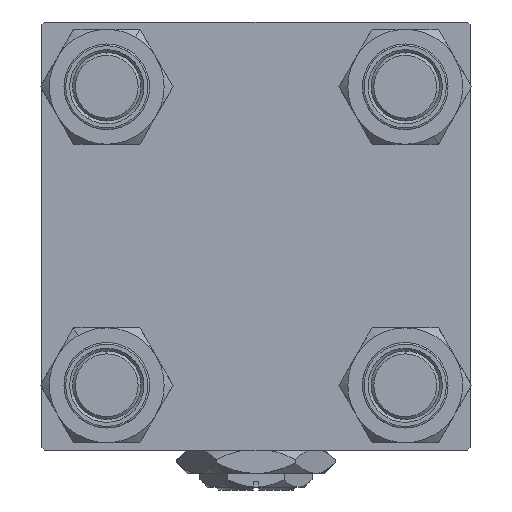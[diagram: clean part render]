
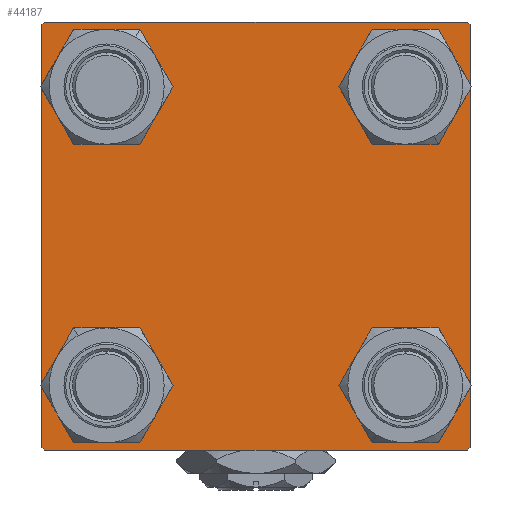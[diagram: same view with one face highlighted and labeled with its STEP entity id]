
A CAD part, left-side view. The second image highlights one B-rep face of the part: STEP entity #44187.
In plain terms, the highlighted planar face has unit normal (-1, 0, 0).
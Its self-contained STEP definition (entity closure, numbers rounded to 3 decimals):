
#865 = VERTEX_POINT ( 'NONE', #43367 ) ;
#1880 = VECTOR ( 'NONE', #11276, 1000. ) ;
#1959 = DIRECTION ( 'NONE',  ( 0., 0., -1. ) ) ;
#2398 = DIRECTION ( 'NONE',  ( 0., 0., 1. ) ) ;
#2581 = VERTEX_POINT ( 'NONE', #16459 ) ;
#3536 = CIRCLE ( 'NONE', #22147, 6.5 ) ;
#3695 = DIRECTION ( 'NONE',  ( 0., 0.707, 0.707 ) ) ;
#4866 = ORIENTED_EDGE ( 'NONE', *, *, #11027, .T. ) ;
#4972 = CARTESIAN_POINT ( 'NONE',  ( 0., -37.5, 37. ) ) ;
#5748 = CARTESIAN_POINT ( 'NONE',  ( 0., 37.5, 37. ) ) ;
#6022 = VERTEX_POINT ( 'NONE', #6967 ) ;
#6425 = CARTESIAN_POINT ( 'NONE',  ( 0., 26.15, -26.15 ) ) ;
#6645 = VECTOR ( 'NONE', #14062, 1000. ) ;
#6655 = EDGE_CURVE ( 'NONE', #29838, #16831, #18971, .T. ) ;
#6967 = CARTESIAN_POINT ( 'NONE',  ( 0., -37., 37.5 ) ) ;
#6979 = CARTESIAN_POINT ( 'NONE',  ( 0., 37.5, 37.5 ) ) ;
#7626 = CARTESIAN_POINT ( 'NONE',  ( 0., 26.15, -26.15 ) ) ;
#8168 = EDGE_LOOP ( 'NONE', ( #23698, #10149 ) ) ;
#8594 = VERTEX_POINT ( 'NONE', #25195 ) ;
#8851 = ORIENTED_EDGE ( 'NONE', *, *, #52104, .T. ) ;
#10149 = ORIENTED_EDGE ( 'NONE', *, *, #35937, .T. ) ;
#11027 = EDGE_CURVE ( 'NONE', #35745, #33982, #24412, .T. ) ;
#11276 = DIRECTION ( 'NONE',  ( 0., -1., 0. ) ) ;
#11874 = ORIENTED_EDGE ( 'NONE', *, *, #28373, .T. ) ;
#11915 = CARTESIAN_POINT ( 'NONE',  ( 0., -37.25, 37.25 ) ) ;
#11921 = CIRCLE ( 'NONE', #28883, 6.5 ) ;
#12181 = LINE ( 'NONE', #11915, #15120 ) ;
#12553 = EDGE_CURVE ( 'NONE', #24895, #6022, #12181, .T. ) ;
#13764 = DIRECTION ( 'NONE',  ( 0., 0., 1. ) ) ;
#14043 = CIRCLE ( 'NONE', #30985, 6.5 ) ;
#14062 = DIRECTION ( 'NONE',  ( 0., 0.707, -0.707 ) ) ;
#14159 = EDGE_CURVE ( 'NONE', #24895, #2581, #15636, .T. ) ;
#14496 = DIRECTION ( 'NONE',  ( -1., 0., 0. ) ) ;
#14607 = AXIS2_PLACEMENT_3D ( 'NONE', #34111, #14496, #50546 ) ;
#14634 = DIRECTION ( 'NONE',  ( 1., 0., 0. ) ) ;
#14791 = DIRECTION ( 'NONE',  ( 0., -0.707, 0.707 ) ) ;
#15044 = ORIENTED_EDGE ( 'NONE', *, *, #14159, .F. ) ;
#15049 = CARTESIAN_POINT ( 'NONE',  ( 0., -37.25, -37.25 ) ) ;
#15120 = VECTOR ( 'NONE', #3695, 1000. ) ;
#15162 = ORIENTED_EDGE ( 'NONE', *, *, #40869, .T. ) ;
#15225 = VERTEX_POINT ( 'NONE', #24958 ) ;
#15299 = AXIS2_PLACEMENT_3D ( 'NONE', #7626, #16096, #32264 ) ;
#15636 = LINE ( 'NONE', #43480, #31952 ) ;
#15983 = DIRECTION ( 'NONE',  ( 0., 0., 1. ) ) ;
#16096 = DIRECTION ( 'NONE',  ( 1., 0., 0. ) ) ;
#16417 = ORIENTED_EDGE ( 'NONE', *, *, #26981, .T. ) ;
#16455 = DIRECTION ( 'NONE',  ( 0., -1., 0. ) ) ;
#16459 = CARTESIAN_POINT ( 'NONE',  ( 0., -37.5, -37. ) ) ;
#16831 = VERTEX_POINT ( 'NONE', #34446 ) ;
#18297 = EDGE_LOOP ( 'NONE', ( #8851, #20508 ) ) ;
#18798 = CARTESIAN_POINT ( 'NONE',  ( 0., 26.15, 26.15 ) ) ;
#18834 = CARTESIAN_POINT ( 'NONE',  ( 0., -26.15, -32.65 ) ) ;
#18971 = LINE ( 'NONE', #35133, #38583 ) ;
#19186 = EDGE_CURVE ( 'NONE', #16831, #15225, #24418, .T. ) ;
#20421 = AXIS2_PLACEMENT_3D ( 'NONE', #42399, #21976, #38411 ) ;
#20508 = ORIENTED_EDGE ( 'NONE', *, *, #21093, .T. ) ;
#21093 = EDGE_CURVE ( 'NONE', #865, #45621, #33926, .T. ) ;
#21198 = AXIS2_PLACEMENT_3D ( 'NONE', #23723, #34866, #35116 ) ;
#21262 = CIRCLE ( 'NONE', #39040, 6.5 ) ;
#21419 = VERTEX_POINT ( 'NONE', #28492 ) ;
#21422 = CARTESIAN_POINT ( 'NONE',  ( 0., 26.15, 19.65 ) ) ;
#21677 = EDGE_CURVE ( 'NONE', #43262, #29838, #22618, .T. ) ;
#21976 = DIRECTION ( 'NONE',  ( 1., 0., 0. ) ) ;
#22147 = AXIS2_PLACEMENT_3D ( 'NONE', #18798, #30469, #50087 ) ;
#22182 = FACE_BOUND ( 'NONE', #28599, .T. ) ;
#22360 = EDGE_CURVE ( 'NONE', #8594, #23712, #28020, .T. ) ;
#22618 = LINE ( 'NONE', #6979, #35649 ) ;
#23097 = EDGE_CURVE ( 'NONE', #33982, #35745, #3536, .T. ) ;
#23698 = ORIENTED_EDGE ( 'NONE', *, *, #22360, .T. ) ;
#23712 = VERTEX_POINT ( 'NONE', #18834 ) ;
#23723 = CARTESIAN_POINT ( 'NONE',  ( 0., -26.15, -26.15 ) ) ;
#24286 = EDGE_CURVE ( 'NONE', #46200, #6022, #47843, .T. ) ;
#24412 = CIRCLE ( 'NONE', #47247, 6.5 ) ;
#24418 = LINE ( 'NONE', #28392, #39747 ) ;
#24895 = VERTEX_POINT ( 'NONE', #4972 ) ;
#24958 = CARTESIAN_POINT ( 'NONE',  ( 0., -37., -37.5 ) ) ;
#25195 = CARTESIAN_POINT ( 'NONE',  ( 0., -26.15, -19.65 ) ) ;
#26299 = DIRECTION ( 'NONE',  ( 0., 0., 1. ) ) ;
#26981 = EDGE_CURVE ( 'NONE', #46200, #43262, #35495, .T. ) ;
#27551 = EDGE_LOOP ( 'NONE', ( #29696, #33879, #34396, #11874, #15044, #46888, #46424, #16417 ) ) ;
#28020 = CIRCLE ( 'NONE', #20421, 6.5 ) ;
#28373 = EDGE_CURVE ( 'NONE', #15225, #2581, #34931, .T. ) ;
#28392 = CARTESIAN_POINT ( 'NONE',  ( 0., 37.5, -37.5 ) ) ;
#28492 = CARTESIAN_POINT ( 'NONE',  ( 0., -26.15, 19.65 ) ) ;
#28599 = EDGE_LOOP ( 'NONE', ( #47180, #15162 ) ) ;
#28848 = CIRCLE ( 'NONE', #21198, 6.5 ) ;
#28883 = AXIS2_PLACEMENT_3D ( 'NONE', #38441, #30222, #2398 ) ;
#29696 = ORIENTED_EDGE ( 'NONE', *, *, #21677, .T. ) ;
#29838 = VERTEX_POINT ( 'NONE', #42203 ) ;
#30222 = DIRECTION ( 'NONE',  ( 1., 0., 0. ) ) ;
#30469 = DIRECTION ( 'NONE',  ( 1., 0., 0. ) ) ;
#30570 = DIRECTION ( 'NONE',  ( 0., 0., -1. ) ) ;
#30985 = AXIS2_PLACEMENT_3D ( 'NONE', #6425, #14634, #26299 ) ;
#31952 = VECTOR ( 'NONE', #30570, 1000. ) ;
#32264 = DIRECTION ( 'NONE',  ( 0., 0., 1. ) ) ;
#32520 = CARTESIAN_POINT ( 'NONE',  ( 0., 26.15, 32.65 ) ) ;
#32936 = CARTESIAN_POINT ( 'NONE',  ( 0., 37., 37.5 ) ) ;
#33634 = CARTESIAN_POINT ( 'NONE',  ( 0., -26.15, 26.15 ) ) ;
#33879 = ORIENTED_EDGE ( 'NONE', *, *, #6655, .T. ) ;
#33926 = CIRCLE ( 'NONE', #15299, 6.5 ) ;
#33982 = VERTEX_POINT ( 'NONE', #21422 ) ;
#34111 = CARTESIAN_POINT ( 'NONE',  ( 0., 0., 0. ) ) ;
#34396 = ORIENTED_EDGE ( 'NONE', *, *, #19186, .T. ) ;
#34446 = CARTESIAN_POINT ( 'NONE',  ( 0., 37., -37.5 ) ) ;
#34639 = FACE_BOUND ( 'NONE', #18297, .T. ) ;
#34866 = DIRECTION ( 'NONE',  ( 1., 0., 0. ) ) ;
#34931 = LINE ( 'NONE', #15049, #48008 ) ;
#35116 = DIRECTION ( 'NONE',  ( 0., 0., 1. ) ) ;
#35122 = CARTESIAN_POINT ( 'NONE',  ( 0., 37.5, 37.5 ) ) ;
#35133 = CARTESIAN_POINT ( 'NONE',  ( 0., 37.25, -37.25 ) ) ;
#35495 = LINE ( 'NONE', #38697, #6645 ) ;
#35649 = VECTOR ( 'NONE', #1959, 1000. ) ;
#35745 = VERTEX_POINT ( 'NONE', #32520 ) ;
#35937 = EDGE_CURVE ( 'NONE', #23712, #8594, #28848, .T. ) ;
#37205 = EDGE_CURVE ( 'NONE', #46529, #21419, #11921, .T. ) ;
#38353 = FACE_BOUND ( 'NONE', #8168, .T. ) ;
#38411 = DIRECTION ( 'NONE',  ( 0., 0., 1. ) ) ;
#38441 = CARTESIAN_POINT ( 'NONE',  ( 0., -26.15, 26.15 ) ) ;
#38583 = VECTOR ( 'NONE', #51307, 1000. ) ;
#38697 = CARTESIAN_POINT ( 'NONE',  ( 0., 37.25, 37.25 ) ) ;
#38873 = FACE_OUTER_BOUND ( 'NONE', #27551, .T. ) ;
#39040 = AXIS2_PLACEMENT_3D ( 'NONE', #33634, #45323, #13764 ) ;
#39747 = VECTOR ( 'NONE', #16455, 1000. ) ;
#40046 = CARTESIAN_POINT ( 'NONE',  ( 0., -26.15, 32.65 ) ) ;
#40869 = EDGE_CURVE ( 'NONE', #21419, #46529, #21262, .T. ) ;
#42203 = CARTESIAN_POINT ( 'NONE',  ( 0., 37.5, -37. ) ) ;
#42399 = CARTESIAN_POINT ( 'NONE',  ( 0., -26.15, -26.15 ) ) ;
#43262 = VERTEX_POINT ( 'NONE', #5748 ) ;
#43367 = CARTESIAN_POINT ( 'NONE',  ( 0., 26.15, -32.65 ) ) ;
#43480 = CARTESIAN_POINT ( 'NONE',  ( 0., -37.5, 37.5 ) ) ;
#44187 = ADVANCED_FACE ( 'NONE', ( #22182, #38353, #34639, #50810, #38873 ), #46314, .T. ) ;
#44360 = CARTESIAN_POINT ( 'NONE',  ( 0., 26.15, 26.15 ) ) ;
#45074 = ORIENTED_EDGE ( 'NONE', *, *, #23097, .T. ) ;
#45323 = DIRECTION ( 'NONE',  ( 1., 0., 0. ) ) ;
#45621 = VERTEX_POINT ( 'NONE', #49614 ) ;
#46200 = VERTEX_POINT ( 'NONE', #32936 ) ;
#46314 = PLANE ( 'NONE',  #14607 ) ;
#46424 = ORIENTED_EDGE ( 'NONE', *, *, #24286, .F. ) ;
#46529 = VERTEX_POINT ( 'NONE', #40046 ) ;
#46888 = ORIENTED_EDGE ( 'NONE', *, *, #12553, .T. ) ;
#47180 = ORIENTED_EDGE ( 'NONE', *, *, #37205, .T. ) ;
#47247 = AXIS2_PLACEMENT_3D ( 'NONE', #44360, #47797, #15983 ) ;
#47661 = EDGE_LOOP ( 'NONE', ( #4866, #45074 ) ) ;
#47797 = DIRECTION ( 'NONE',  ( 1., 0., 0. ) ) ;
#47843 = LINE ( 'NONE', #35122, #1880 ) ;
#48008 = VECTOR ( 'NONE', #14791, 1000. ) ;
#49614 = CARTESIAN_POINT ( 'NONE',  ( 0., 26.15, -19.65 ) ) ;
#50087 = DIRECTION ( 'NONE',  ( 0., 0., 1. ) ) ;
#50546 = DIRECTION ( 'NONE',  ( 0., 0., 1. ) ) ;
#50810 = FACE_BOUND ( 'NONE', #47661, .T. ) ;
#51307 = DIRECTION ( 'NONE',  ( 0., -0.707, -0.707 ) ) ;
#52104 = EDGE_CURVE ( 'NONE', #45621, #865, #14043, .T. ) ;
